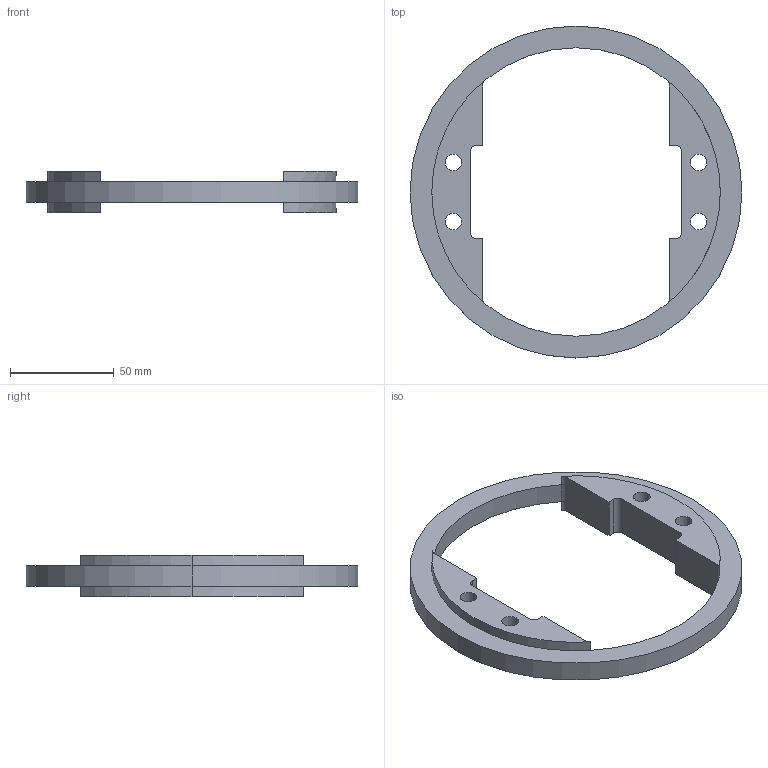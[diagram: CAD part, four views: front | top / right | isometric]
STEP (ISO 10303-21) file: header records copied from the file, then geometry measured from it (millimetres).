
FILE_DESCRIPTION(('STEP AP214'),'1');
FILE_NAME('pivot centrale corigé.step','2019-08-13T14:31:48',(' '),(' '),'Spatial InterOp 3D',' ',' ');
FILE_SCHEMA(('automotive_design'));
Length unit declared in the file: metre
Products named in the file (1): @29
Bounding box: 160 x 160 x 20 mm (x, y, z)
Volume: 106754.8 mm3; surface area: 31725.6 mm2
Topology: 1 solids, 1 shells, 42 faces, 112 edges, 72 vertices
Faces by surface type: cylinder 26, plane 16
Entity records: 1704 total; most frequent: CARTESIAN_POINT 251, DIRECTION 242, ORIENTED_EDGE 224, EDGE_CURVE 112, AXIS2_PLACEMENT_3D 95, VERTEX_POINT 72, EDGE_LOOP 52, CIRCLE 52
